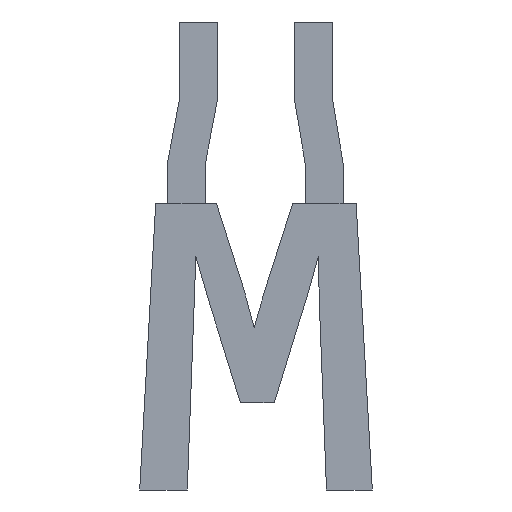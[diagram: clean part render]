
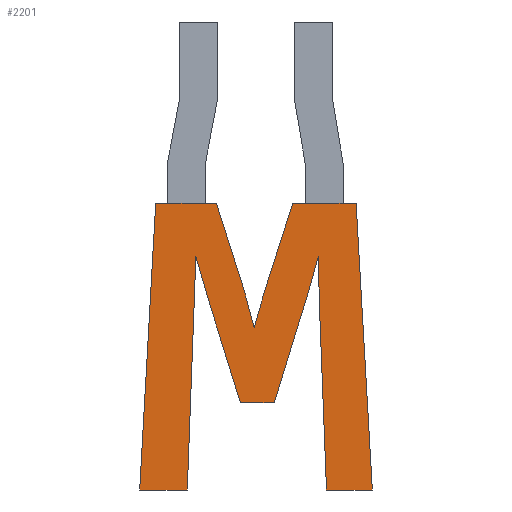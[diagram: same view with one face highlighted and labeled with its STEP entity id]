
A CAD part, front view. The second image highlights one B-rep face of the part: STEP entity #2201.
In plain terms, the highlighted planar face has unit normal (0, -1, 0).
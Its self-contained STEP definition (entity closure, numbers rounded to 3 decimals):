
#69=FACE_OUTER_BOUND('',#188,.T.);
#188=EDGE_LOOP('',(#1480,#1481,#1482,#1483,#1484,#1485,#1486,#1487,#1488,
#1489,#1490,#1491,#1492,#1493,#1494,#1495,#1496,#1497,#1498));
#327=LINE('',#3017,#628);
#328=LINE('',#3019,#629);
#329=LINE('',#3021,#630);
#330=LINE('',#3023,#631);
#331=LINE('',#3025,#632);
#332=LINE('',#3027,#633);
#333=LINE('',#3029,#634);
#334=LINE('',#3031,#635);
#335=LINE('',#3033,#636);
#336=LINE('',#3035,#637);
#337=LINE('',#3037,#638);
#338=LINE('',#3039,#639);
#339=LINE('',#3041,#640);
#340=LINE('',#3043,#641);
#341=LINE('',#3045,#642);
#342=LINE('',#3047,#643);
#343=LINE('',#3049,#644);
#344=LINE('',#3051,#645);
#345=LINE('',#3052,#646);
#628=VECTOR('',#2487,10.);
#629=VECTOR('',#2488,10.);
#630=VECTOR('',#2489,10.);
#631=VECTOR('',#2490,10.);
#632=VECTOR('',#2491,10.);
#633=VECTOR('',#2492,10.);
#634=VECTOR('',#2493,10.);
#635=VECTOR('',#2494,10.);
#636=VECTOR('',#2495,10.);
#637=VECTOR('',#2496,10.);
#638=VECTOR('',#2497,10.);
#639=VECTOR('',#2498,10.);
#640=VECTOR('',#2499,10.);
#641=VECTOR('',#2500,10.);
#642=VECTOR('',#2501,10.);
#643=VECTOR('',#2502,10.);
#644=VECTOR('',#2503,10.);
#645=VECTOR('',#2504,10.);
#646=VECTOR('',#2505,10.);
#921=VERTEX_POINT('',#3015);
#922=VERTEX_POINT('',#3016);
#923=VERTEX_POINT('',#3018);
#924=VERTEX_POINT('',#3020);
#925=VERTEX_POINT('',#3022);
#926=VERTEX_POINT('',#3024);
#927=VERTEX_POINT('',#3026);
#928=VERTEX_POINT('',#3028);
#929=VERTEX_POINT('',#3030);
#930=VERTEX_POINT('',#3032);
#931=VERTEX_POINT('',#3034);
#932=VERTEX_POINT('',#3036);
#933=VERTEX_POINT('',#3038);
#934=VERTEX_POINT('',#3040);
#935=VERTEX_POINT('',#3042);
#936=VERTEX_POINT('',#3044);
#937=VERTEX_POINT('',#3046);
#938=VERTEX_POINT('',#3048);
#939=VERTEX_POINT('',#3050);
#1143=EDGE_CURVE('',#921,#922,#327,.T.);
#1144=EDGE_CURVE('',#922,#923,#328,.T.);
#1145=EDGE_CURVE('',#923,#924,#329,.T.);
#1146=EDGE_CURVE('',#924,#925,#330,.T.);
#1147=EDGE_CURVE('',#925,#926,#331,.T.);
#1148=EDGE_CURVE('',#926,#927,#332,.T.);
#1149=EDGE_CURVE('',#927,#928,#333,.T.);
#1150=EDGE_CURVE('',#928,#929,#334,.T.);
#1151=EDGE_CURVE('',#929,#930,#335,.T.);
#1152=EDGE_CURVE('',#930,#931,#336,.T.);
#1153=EDGE_CURVE('',#931,#932,#337,.T.);
#1154=EDGE_CURVE('',#932,#933,#338,.T.);
#1155=EDGE_CURVE('',#933,#934,#339,.T.);
#1156=EDGE_CURVE('',#934,#935,#340,.T.);
#1157=EDGE_CURVE('',#935,#936,#341,.T.);
#1158=EDGE_CURVE('',#936,#937,#342,.T.);
#1159=EDGE_CURVE('',#937,#938,#343,.T.);
#1160=EDGE_CURVE('',#938,#939,#344,.T.);
#1161=EDGE_CURVE('',#939,#921,#345,.T.);
#1480=ORIENTED_EDGE('',*,*,#1143,.T.);
#1481=ORIENTED_EDGE('',*,*,#1144,.T.);
#1482=ORIENTED_EDGE('',*,*,#1145,.T.);
#1483=ORIENTED_EDGE('',*,*,#1146,.T.);
#1484=ORIENTED_EDGE('',*,*,#1147,.T.);
#1485=ORIENTED_EDGE('',*,*,#1148,.T.);
#1486=ORIENTED_EDGE('',*,*,#1149,.T.);
#1487=ORIENTED_EDGE('',*,*,#1150,.T.);
#1488=ORIENTED_EDGE('',*,*,#1151,.T.);
#1489=ORIENTED_EDGE('',*,*,#1152,.T.);
#1490=ORIENTED_EDGE('',*,*,#1153,.T.);
#1491=ORIENTED_EDGE('',*,*,#1154,.T.);
#1492=ORIENTED_EDGE('',*,*,#1155,.T.);
#1493=ORIENTED_EDGE('',*,*,#1156,.T.);
#1494=ORIENTED_EDGE('',*,*,#1157,.T.);
#1495=ORIENTED_EDGE('',*,*,#1158,.T.);
#1496=ORIENTED_EDGE('',*,*,#1159,.T.);
#1497=ORIENTED_EDGE('',*,*,#1160,.T.);
#1498=ORIENTED_EDGE('',*,*,#1161,.T.);
#2092=PLANE('',#2337);
#2201=ADVANCED_FACE('',(#69),#2092,.T.);
#2337=AXIS2_PLACEMENT_3D('',#3014,#2485,#2486);
#2485=DIRECTION('center_axis',(0.,-1.,0.));
#2486=DIRECTION('ref_axis',(0.,0.,-1.));
#2487=DIRECTION('',(-0.057,0.,0.998));
#2488=DIRECTION('',(-1.,0.,0.));
#2489=DIRECTION('',(-0.305,0.,-0.952));
#2490=DIRECTION('',(-0.275,0.,-0.961));
#2491=DIRECTION('',(-0.259,0.,0.966));
#2492=DIRECTION('',(-0.303,0.,0.953));
#2493=DIRECTION('',(-1.,0.,0.));
#2494=DIRECTION('',(-0.056,0.,-0.998));
#2495=DIRECTION('',(1.,0.,0.));
#2496=DIRECTION('',(0.037,0.,0.999));
#2497=DIRECTION('',(0.035,0.,0.999));
#2498=DIRECTION('',(0.278,0.,-0.961));
#2499=DIRECTION('',(0.296,0.,-0.955));
#2500=DIRECTION('',(1.,0.,0.));
#2501=DIRECTION('',(0.295,0.,0.956));
#2502=DIRECTION('',(0.271,0.,0.963));
#2503=DIRECTION('',(0.02,0.,-1.));
#2504=DIRECTION('',(0.038,0.,-0.999));
#2505=DIRECTION('',(1.,0.,0.));
#3014=CARTESIAN_POINT('Origin',(13.125,-3.,15.));
#3015=CARTESIAN_POINT('',(25.302,-3.,0.));
#3016=CARTESIAN_POINT('',(23.603,-3.,30.));
#3017=CARTESIAN_POINT('',(25.302,-3.,0.));
#3018=CARTESIAN_POINT('',(16.97,-3.,30.));
#3019=CARTESIAN_POINT('',(23.603,-3.,30.));
#3020=CARTESIAN_POINT('',(14.009,-3.,20.75));
#3021=CARTESIAN_POINT('',(16.97,-3.,30.));
#3022=CARTESIAN_POINT('',(12.93,-3.,16.985));
#3023=CARTESIAN_POINT('',(14.009,-3.,20.75));
#3024=CARTESIAN_POINT('',(11.897,-3.,20.842));
#3025=CARTESIAN_POINT('',(12.93,-3.,16.985));
#3026=CARTESIAN_POINT('',(8.982,-3.,30.));
#3027=CARTESIAN_POINT('',(11.897,-3.,20.842));
#3028=CARTESIAN_POINT('',(2.624,-3.,30.));
#3029=CARTESIAN_POINT('',(8.982,-3.,30.));
#3030=CARTESIAN_POINT('',(0.948,-3.,0.));
#3031=CARTESIAN_POINT('',(2.624,-3.,30.));
#3032=CARTESIAN_POINT('',(5.929,-3.,0.));
#3033=CARTESIAN_POINT('',(0.948,-3.,0.));
#3034=CARTESIAN_POINT('',(6.641,-3.,19.235));
#3035=CARTESIAN_POINT('',(5.929,-3.,0.));
#3036=CARTESIAN_POINT('',(6.824,-3.,24.491));
#3037=CARTESIAN_POINT('',(6.641,-3.,19.235));
#3038=CARTESIAN_POINT('',(8.179,-3.,19.809));
#3039=CARTESIAN_POINT('',(6.824,-3.,24.491));
#3040=CARTESIAN_POINT('',(11.484,-3.,9.135));
#3041=CARTESIAN_POINT('',(8.179,-3.,19.809));
#3042=CARTESIAN_POINT('',(15.042,-3.,9.135));
#3043=CARTESIAN_POINT('',(11.484,-3.,9.135));
#3044=CARTESIAN_POINT('',(18.531,-3.,20.451));
#3045=CARTESIAN_POINT('',(15.042,-3.,9.135));
#3046=CARTESIAN_POINT('',(19.655,-3.,24.445));
#3047=CARTESIAN_POINT('',(18.531,-3.,20.451));
#3048=CARTESIAN_POINT('',(19.747,-3.,19.763));
#3049=CARTESIAN_POINT('',(19.655,-3.,24.445));
#3050=CARTESIAN_POINT('',(20.504,-3.,0.));
#3051=CARTESIAN_POINT('',(19.747,-3.,19.763));
#3052=CARTESIAN_POINT('',(20.504,-3.,0.));
